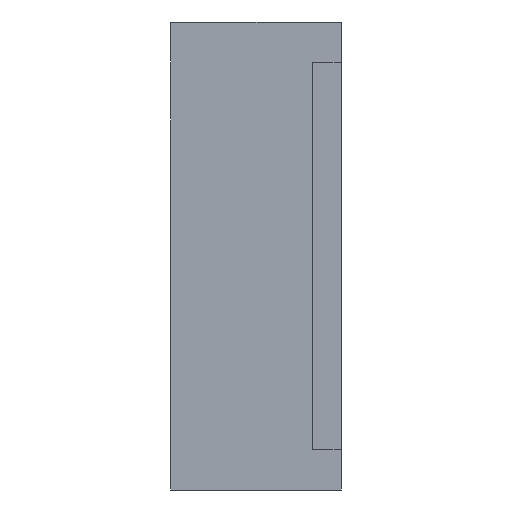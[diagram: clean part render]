
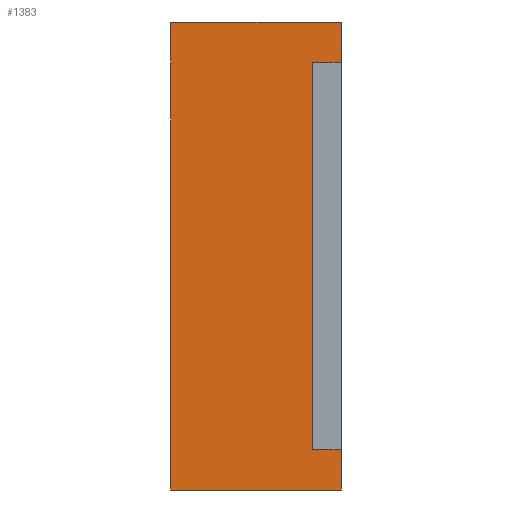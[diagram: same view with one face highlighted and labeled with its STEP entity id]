
A CAD part, left-side view. The second image highlights one B-rep face of the part: STEP entity #1383.
In plain terms, the highlighted planar face has unit normal (-1, 0, 0).
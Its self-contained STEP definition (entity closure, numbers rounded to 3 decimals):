
#1268 = CARTESIAN_POINT ( 'NONE',  ( -4.04, 0., 3.3 ) ) ;
#1269 = VERTEX_POINT ( 'NONE', #1268 ) ;
#1277 = CARTESIAN_POINT ( 'NONE',  ( -4.04, 2.4, 3.3 ) ) ;
#1278 = VERTEX_POINT ( 'NONE', #1277 ) ;
#1285 = CARTESIAN_POINT ( 'NONE',  ( -4.04, 2.4, 3.3 ) ) ;
#1286 = DIRECTION ( 'NONE',  ( 0., -1., 0. ) ) ;
#1287 = VECTOR ( 'NONE', #1286, 1000. ) ;
#1288 = LINE ( 'NONE', #1285, #1287 ) ;
#1289 = EDGE_CURVE ( 'NONE', #1278, #1269, #1288, .T. ) ;
#1299 = CARTESIAN_POINT ( 'NONE',  ( -4.04, 0., -3.3 ) ) ;
#1300 = VERTEX_POINT ( 'NONE', #1299 ) ;
#1307 = CARTESIAN_POINT ( 'NONE',  ( -4.04, 2.4, -3.3 ) ) ;
#1308 = VERTEX_POINT ( 'NONE', #1307 ) ;
#1309 = CARTESIAN_POINT ( 'NONE',  ( -4.04, 2.4, -3.3 ) ) ;
#1310 = DIRECTION ( 'NONE',  ( 0., -1., 0. ) ) ;
#1311 = VECTOR ( 'NONE', #1310, 1000. ) ;
#1312 = LINE ( 'NONE', #1309, #1311 ) ;
#1313 = EDGE_CURVE ( 'NONE', #1308, #1300, #1312, .T. ) ;
#1330 = CARTESIAN_POINT ( 'NONE',  ( -4.04, 0.4, 2.73 ) ) ;
#1331 = VERTEX_POINT ( 'NONE', #1330 ) ;
#1332 = CARTESIAN_POINT ( 'NONE',  ( -4.04, 0., 2.73 ) ) ;
#1333 = VERTEX_POINT ( 'NONE', #1332 ) ;
#1334 = CARTESIAN_POINT ( 'NONE',  ( -4.04, 0.4, 2.73 ) ) ;
#1335 = DIRECTION ( 'NONE',  ( 0., -1., 0. ) ) ;
#1336 = VECTOR ( 'NONE', #1335, 1000. ) ;
#1337 = LINE ( 'NONE', #1334, #1336 ) ;
#1338 = EDGE_CURVE ( 'NONE', #1331, #1333, #1337, .T. ) ;
#1339 = ORIENTED_EDGE ( 'NONE', *, *, #1338, .T. ) ;
#1340 = CARTESIAN_POINT ( 'NONE',  ( -4.04, 0., 3.3 ) ) ;
#1341 = DIRECTION ( 'NONE',  ( 0., 0., -1. ) ) ;
#1342 = VECTOR ( 'NONE', #1341, 1000. ) ;
#1343 = LINE ( 'NONE', #1340, #1342 ) ;
#1344 = EDGE_CURVE ( 'NONE', #1269, #1333, #1343, .T. ) ;
#1345 = ORIENTED_EDGE ( 'NONE', *, *, #1344, .F. ) ;
#1346 = ORIENTED_EDGE ( 'NONE', *, *, #1289, .F. ) ;
#1347 = CARTESIAN_POINT ( 'NONE',  ( -4.04, 2.4, 3.3 ) ) ;
#1348 = DIRECTION ( 'NONE',  ( 0., 0., -1. ) ) ;
#1349 = VECTOR ( 'NONE', #1348, 1000. ) ;
#1350 = LINE ( 'NONE', #1347, #1349 ) ;
#1351 = EDGE_CURVE ( 'NONE', #1278, #1308, #1350, .T. ) ;
#1352 = ORIENTED_EDGE ( 'NONE', *, *, #1351, .T. ) ;
#1353 = ORIENTED_EDGE ( 'NONE', *, *, #1313, .T. ) ;
#1354 = CARTESIAN_POINT ( 'NONE',  ( -4.04, 0., -2.73 ) ) ;
#1355 = VERTEX_POINT ( 'NONE', #1354 ) ;
#1356 = CARTESIAN_POINT ( 'NONE',  ( -4.04, 0., 3.3 ) ) ;
#1357 = DIRECTION ( 'NONE',  ( 0., 0., -1. ) ) ;
#1358 = VECTOR ( 'NONE', #1357, 1000. ) ;
#1359 = LINE ( 'NONE', #1356, #1358 ) ;
#1360 = EDGE_CURVE ( 'NONE', #1355, #1300, #1359, .T. ) ;
#1361 = ORIENTED_EDGE ( 'NONE', *, *, #1360, .F. ) ;
#1362 = CARTESIAN_POINT ( 'NONE',  ( -4.04, 0.4, -2.73 ) ) ;
#1363 = VERTEX_POINT ( 'NONE', #1362 ) ;
#1364 = CARTESIAN_POINT ( 'NONE',  ( -4.04, 0.4, -2.73 ) ) ;
#1365 = DIRECTION ( 'NONE',  ( 0., -1., 0. ) ) ;
#1366 = VECTOR ( 'NONE', #1365, 1000. ) ;
#1367 = LINE ( 'NONE', #1364, #1366 ) ;
#1368 = EDGE_CURVE ( 'NONE', #1363, #1355, #1367, .T. ) ;
#1369 = ORIENTED_EDGE ( 'NONE', *, *, #1368, .F. ) ;
#1370 = CARTESIAN_POINT ( 'NONE',  ( -4.04, 0.4, 2.73 ) ) ;
#1371 = DIRECTION ( 'NONE',  ( 0., 0., -1. ) ) ;
#1372 = VECTOR ( 'NONE', #1371, 1000. ) ;
#1373 = LINE ( 'NONE', #1370, #1372 ) ;
#1374 = EDGE_CURVE ( 'NONE', #1331, #1363, #1373, .T. ) ;
#1375 = ORIENTED_EDGE ( 'NONE', *, *, #1374, .F. ) ;
#1376 = EDGE_LOOP ( 'NONE', ( #1339, #1345, #1346, #1352, #1353, #1361, #1369, #1375 ) ) ;
#1377 = FACE_OUTER_BOUND ( 'NONE', #1376, .T. ) ;
#1378 = CARTESIAN_POINT ( 'NONE',  ( -4.04, 2.4, 3.3 ) ) ;
#1379 = DIRECTION ( 'NONE',  ( -1., 0., 0. ) ) ;
#1380 = DIRECTION ( 'NONE',  ( 0., 0., 1. ) ) ;
#1381 = AXIS2_PLACEMENT_3D ( 'NONE', #1378, #1379, #1380 ) ;
#1382 = PLANE ( 'NONE', #1381 ) ;
#1383 = ADVANCED_FACE ( 'NONE', ( #1377 ), #1382, .T. ) ;
